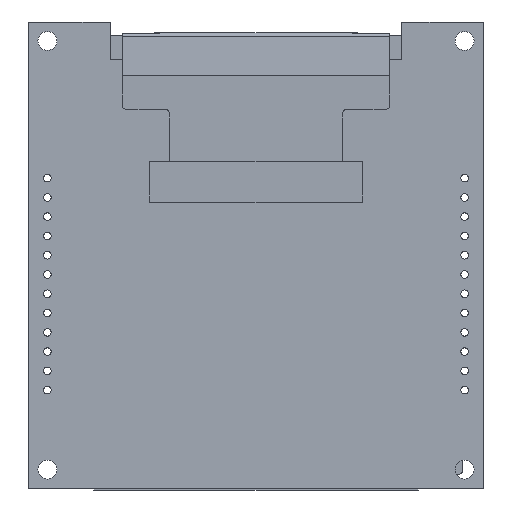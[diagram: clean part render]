
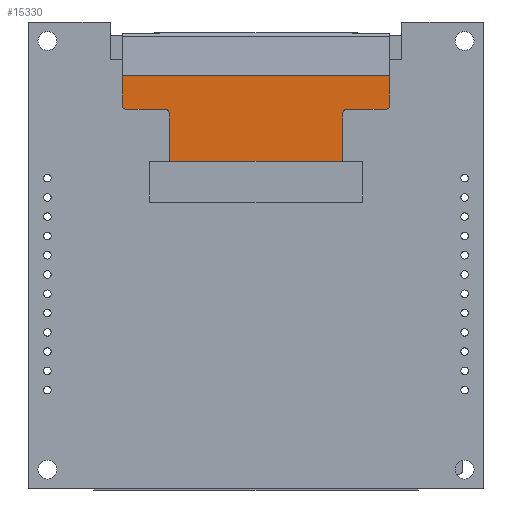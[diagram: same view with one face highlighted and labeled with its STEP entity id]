
A CAD part, front view. The second image highlights one B-rep face of the part: STEP entity #15330.
In plain terms, the highlighted face is planar.
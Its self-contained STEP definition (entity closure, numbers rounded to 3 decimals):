
#14761=DIRECTION('',(0.,1.,0.));
#14762=VECTOR('',#14761,3.95);
#14763=CARTESIAN_POINT('',(-17.66,-23.71,-0.7));
#14764=LINE('',#14763,#14762);
#14773=CARTESIAN_POINT('',(17.16,-19.76,-0.7));
#14774=DIRECTION('',(0.,0.,-1.));
#14775=DIRECTION('',(0.,1.,0.));
#14776=AXIS2_PLACEMENT_3D('',#14773,#14774,#14775);
#14778=DIRECTION('',(-1.,0.,0.));
#14779=VECTOR('',#14778,5.21);
#14780=CARTESIAN_POINT('',(17.16,-19.26,-0.7));
#14781=LINE('',#14780,#14779);
#14782=DIRECTION('',(0.,-1.,0.));
#14783=VECTOR('',#14782,6.4);
#14784=CARTESIAN_POINT('',(11.45,-12.36,-0.7));
#14785=LINE('',#14784,#14783);
#14786=DIRECTION('',(0.,-1.,0.));
#14787=VECTOR('',#14786,6.4);
#14788=CARTESIAN_POINT('',(-11.45,-12.36,-0.7));
#14789=LINE('',#14788,#14787);
#14790=DIRECTION('',(1.,0.,0.));
#14791=VECTOR('',#14790,5.21);
#14792=CARTESIAN_POINT('',(-17.16,-19.26,-0.7));
#14793=LINE('',#14792,#14791);
#14794=CARTESIAN_POINT('',(-17.16,-19.76,-0.7));
#14795=DIRECTION('',(0.,0.,-1.));
#14796=DIRECTION('',(-1.,0.,0.));
#14797=AXIS2_PLACEMENT_3D('',#14794,#14795,#14796);
#14799=DIRECTION('',(1.,0.,0.));
#14800=VECTOR('',#14799,35.32);
#14801=CARTESIAN_POINT('',(-17.66,-23.71,-0.7));
#14802=LINE('',#14801,#14800);
#14845=DIRECTION('',(0.,1.,0.));
#14846=VECTOR('',#14845,3.95);
#14847=CARTESIAN_POINT('',(17.66,-23.71,-0.7));
#14848=LINE('',#14847,#14846);
#15100=CARTESIAN_POINT('',(-11.95,-18.76,-0.7));
#15101=DIRECTION('',(0.,0.,1.));
#15102=DIRECTION('',(0.,-1.,0.));
#15103=AXIS2_PLACEMENT_3D('',#15100,#15101,#15102);
#15122=DIRECTION('',(1.,0.,0.));
#15123=VECTOR('',#15122,22.9);
#15124=CARTESIAN_POINT('',(-11.45,-12.36,-0.7));
#15125=LINE('',#15124,#15123);
#15130=CARTESIAN_POINT('',(11.95,-18.76,-0.7));
#15131=DIRECTION('',(0.,0.,1.));
#15132=DIRECTION('',(-1.,0.,0.));
#15133=AXIS2_PLACEMENT_3D('',#15130,#15131,#15132);
#15140=CARTESIAN_POINT('',(11.45,-18.76,-0.7));
#15142=VERTEX_POINT('',#15140);
#15144=CARTESIAN_POINT('',(11.95,-19.26,-0.7));
#15146=VERTEX_POINT('',#15144);
#15148=CARTESIAN_POINT('',(-11.95,-19.26,-0.7));
#15150=VERTEX_POINT('',#15148);
#15152=CARTESIAN_POINT('',(-11.45,-18.76,-0.7));
#15154=VERTEX_POINT('',#15152);
#15156=CARTESIAN_POINT('',(17.16,-19.26,-0.7));
#15158=VERTEX_POINT('',#15156);
#15160=CARTESIAN_POINT('',(17.66,-19.76,-0.7));
#15162=VERTEX_POINT('',#15160);
#15165=CARTESIAN_POINT('',(-17.16,-19.26,-0.7));
#15167=VERTEX_POINT('',#15165);
#15169=CARTESIAN_POINT('',(-17.66,-19.76,-0.7));
#15171=VERTEX_POINT('',#15169);
#15172=CARTESIAN_POINT('',(-17.66,-23.71,-0.7));
#15173=CARTESIAN_POINT('',(17.66,-23.71,-0.7));
#15174=VERTEX_POINT('',#15172);
#15175=VERTEX_POINT('',#15173);
#15180=CARTESIAN_POINT('',(11.45,-12.36,-0.7));
#15182=VERTEX_POINT('',#15180);
#15184=CARTESIAN_POINT('',(-11.45,-12.36,-0.7));
#15186=VERTEX_POINT('',#15184);
#15302=CARTESIAN_POINT('',(-17.66,-23.71,-0.7));
#15303=DIRECTION('',(0.,0.,-1.));
#15304=DIRECTION('',(0.,1.,0.));
#15305=AXIS2_PLACEMENT_3D('',#15302,#15303,#15304);
#15306=PLANE('',#15305);
#15308=ORIENTED_EDGE('',*,*,#15307,.F.);
#15310=ORIENTED_EDGE('',*,*,#15309,.T.);
#15312=ORIENTED_EDGE('',*,*,#15311,.F.);
#15314=ORIENTED_EDGE('',*,*,#15313,.F.);
#15316=ORIENTED_EDGE('',*,*,#15315,.F.);
#15318=ORIENTED_EDGE('',*,*,#15317,.T.);
#15320=ORIENTED_EDGE('',*,*,#15319,.F.);
#15321=ORIENTED_EDGE('',*,*,#15293,.F.);
#15322=ORIENTED_EDGE('',*,*,#15282,.F.);
#15323=ORIENTED_EDGE('',*,*,#15267,.F.);
#15325=ORIENTED_EDGE('',*,*,#15324,.T.);
#15327=ORIENTED_EDGE('',*,*,#15326,.T.);
#15328=EDGE_LOOP('',(#15308,#15310,#15312,#15314,#15316,#15318,#15320,#15321,
#15322,#15323,#15325,#15327));
#15329=FACE_OUTER_BOUND('',#15328,.F.);
#14777=CIRCLE('',#14776,0.5);
#14798=CIRCLE('',#14797,0.5);
#15104=CIRCLE('',#15103,0.5);
#15134=CIRCLE('',#15133,0.5);
#15267=EDGE_CURVE('',#15174,#15171,#14764,.T.);
#15282=EDGE_CURVE('',#15171,#15167,#14798,.T.);
#15293=EDGE_CURVE('',#15167,#15150,#14793,.T.);
#15307=EDGE_CURVE('',#15158,#15162,#14777,.T.);
#15309=EDGE_CURVE('',#15158,#15146,#14781,.T.);
#15311=EDGE_CURVE('',#15142,#15146,#15134,.T.);
#15313=EDGE_CURVE('',#15182,#15142,#14785,.T.);
#15315=EDGE_CURVE('',#15186,#15182,#15125,.T.);
#15317=EDGE_CURVE('',#15186,#15154,#14789,.T.);
#15319=EDGE_CURVE('',#15150,#15154,#15104,.T.);
#15324=EDGE_CURVE('',#15174,#15175,#14802,.T.);
#15326=EDGE_CURVE('',#15175,#15162,#14848,.T.);
#15330=ADVANCED_FACE('',(#15329),#15306,.T.);
